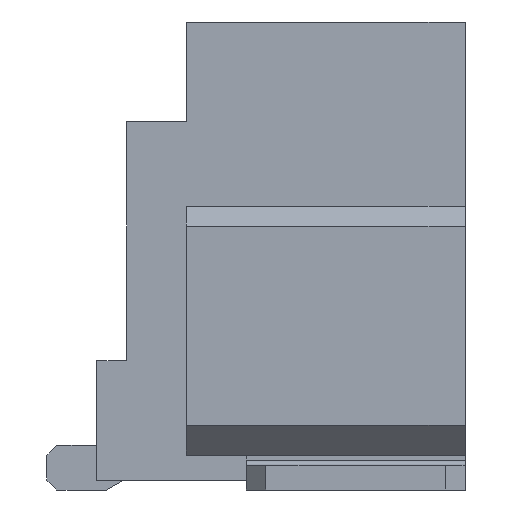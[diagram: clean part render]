
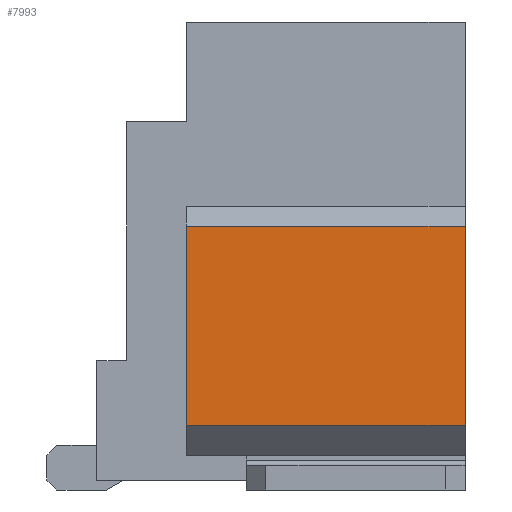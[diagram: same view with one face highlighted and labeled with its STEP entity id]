
A CAD part, left-side view. The second image highlights one B-rep face of the part: STEP entity #7993.
In plain terms, the highlighted face is planar.
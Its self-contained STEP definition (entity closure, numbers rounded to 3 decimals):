
#1436 = PLANE('',#1437);
#1437 = AXIS2_PLACEMENT_3D('',#1438,#1439,#1440);
#1438 = CARTESIAN_POINT('',(7.125,1.85,-2.3));
#1439 = DIRECTION('',(0.,1.,0.));
#1440 = DIRECTION('',(-1.,0.,0.));
#3059 = VERTEX_POINT('',#3060);
#3060 = CARTESIAN_POINT('',(8.625,1.85,-1.75));
#3074 = PLANE('',#3075);
#3075 = AXIS2_PLACEMENT_3D('',#3076,#3077,#3078);
#3076 = CARTESIAN_POINT('',(8.625,1.85,-1.75));
#3077 = DIRECTION('',(0.707,0.,-0.707));
#3078 = DIRECTION('',(-0.707,0.,-0.707));
#3086 = EDGE_CURVE('',#3087,#3059,#3089,.T.);
#3087 = VERTEX_POINT('',#3088);
#3088 = CARTESIAN_POINT('',(8.625,1.85,0.25));
#3089 = SURFACE_CURVE('',#3090,(#3094,#3101),.PCURVE_S1.);
#3090 = LINE('',#3091,#3092);
#3091 = CARTESIAN_POINT('',(8.625,1.85,0.25));
#3092 = VECTOR('',#3093,1.);
#3093 = DIRECTION('',(0.,0.,-1.));
#3094 = PCURVE('',#1436,#3095);
#3095 = DEFINITIONAL_REPRESENTATION('',(#3096),#3100);
#3096 = LINE('',#3097,#3098);
#3097 = CARTESIAN_POINT('',(-1.5,2.55));
#3098 = VECTOR('',#3099,1.);
#3099 = DIRECTION('',(0.,-1.));
#3100 = ( GEOMETRIC_REPRESENTATION_CONTEXT(2) 
PARAMETRIC_REPRESENTATION_CONTEXT() REPRESENTATION_CONTEXT('2D SPACE',''
  ) );
#3101 = PCURVE('',#3102,#3107);
#3102 = PLANE('',#3103);
#3103 = AXIS2_PLACEMENT_3D('',#3104,#3105,#3106);
#3104 = CARTESIAN_POINT('',(8.625,1.85,0.25));
#3105 = DIRECTION('',(1.,0.,0.));
#3106 = DIRECTION('',(0.,0.,-1.));
#3107 = DEFINITIONAL_REPRESENTATION('',(#3108),#3112);
#3108 = LINE('',#3109,#3110);
#3109 = CARTESIAN_POINT('',(0.,0.));
#3110 = VECTOR('',#3111,1.);
#3111 = DIRECTION('',(1.,0.));
#3112 = ( GEOMETRIC_REPRESENTATION_CONTEXT(2) 
PARAMETRIC_REPRESENTATION_CONTEXT() REPRESENTATION_CONTEXT('2D SPACE',''
  ) );
#3130 = PLANE('',#3131);
#3131 = AXIS2_PLACEMENT_3D('',#3132,#3133,#3134);
#3132 = CARTESIAN_POINT('',(7.325,1.85,0.25));
#3133 = DIRECTION('',(0.,0.,1.));
#3134 = DIRECTION('',(1.,0.,0.));
#5415 = PLANE('',#5416);
#5416 = AXIS2_PLACEMENT_3D('',#5417,#5418,#5419);
#5417 = CARTESIAN_POINT('',(7.125,-0.95,-2.3));
#5418 = DIRECTION('',(0.,1.,0.));
#5419 = DIRECTION('',(1.,0.,0.));
#7951 = VERTEX_POINT('',#7952);
#7952 = CARTESIAN_POINT('',(8.625,-0.95,-1.75));
#7973 = EDGE_CURVE('',#3059,#7951,#7974,.T.);
#7974 = SURFACE_CURVE('',#7975,(#7979,#7986),.PCURVE_S1.);
#7975 = LINE('',#7976,#7977);
#7976 = CARTESIAN_POINT('',(8.625,1.85,-1.75));
#7977 = VECTOR('',#7978,1.);
#7978 = DIRECTION('',(0.,-1.,0.));
#7979 = PCURVE('',#3074,#7980);
#7980 = DEFINITIONAL_REPRESENTATION('',(#7981),#7985);
#7981 = LINE('',#7982,#7983);
#7982 = CARTESIAN_POINT('',(0.,0.));
#7983 = VECTOR('',#7984,1.);
#7984 = DIRECTION('',(0.,-1.));
#7985 = ( GEOMETRIC_REPRESENTATION_CONTEXT(2) 
PARAMETRIC_REPRESENTATION_CONTEXT() REPRESENTATION_CONTEXT('2D SPACE',''
  ) );
#7986 = PCURVE('',#3102,#7987);
#7987 = DEFINITIONAL_REPRESENTATION('',(#7988),#7992);
#7988 = LINE('',#7989,#7990);
#7989 = CARTESIAN_POINT('',(2.,0.));
#7990 = VECTOR('',#7991,1.);
#7991 = DIRECTION('',(0.,-1.));
#7992 = ( GEOMETRIC_REPRESENTATION_CONTEXT(2) 
PARAMETRIC_REPRESENTATION_CONTEXT() REPRESENTATION_CONTEXT('2D SPACE',''
  ) );
#7993 = ADVANCED_FACE('',(#7994),#3102,.T.);
#7994 = FACE_BOUND('',#7995,.F.);
#7995 = EDGE_LOOP('',(#7996,#7997,#7998,#8021));
#7996 = ORIENTED_EDGE('',*,*,#3086,.T.);
#7997 = ORIENTED_EDGE('',*,*,#7973,.T.);
#7998 = ORIENTED_EDGE('',*,*,#7999,.F.);
#7999 = EDGE_CURVE('',#8000,#7951,#8002,.T.);
#8000 = VERTEX_POINT('',#8001);
#8001 = CARTESIAN_POINT('',(8.625,-0.95,0.25));
#8002 = SURFACE_CURVE('',#8003,(#8007,#8014),.PCURVE_S1.);
#8003 = LINE('',#8004,#8005);
#8004 = CARTESIAN_POINT('',(8.625,-0.95,0.25));
#8005 = VECTOR('',#8006,1.);
#8006 = DIRECTION('',(0.,0.,-1.));
#8007 = PCURVE('',#3102,#8008);
#8008 = DEFINITIONAL_REPRESENTATION('',(#8009),#8013);
#8009 = LINE('',#8010,#8011);
#8010 = CARTESIAN_POINT('',(0.,-2.8));
#8011 = VECTOR('',#8012,1.);
#8012 = DIRECTION('',(1.,0.));
#8013 = ( GEOMETRIC_REPRESENTATION_CONTEXT(2) 
PARAMETRIC_REPRESENTATION_CONTEXT() REPRESENTATION_CONTEXT('2D SPACE',''
  ) );
#8014 = PCURVE('',#5415,#8015);
#8015 = DEFINITIONAL_REPRESENTATION('',(#8016),#8020);
#8016 = LINE('',#8017,#8018);
#8017 = CARTESIAN_POINT('',(1.5,-2.55));
#8018 = VECTOR('',#8019,1.);
#8019 = DIRECTION('',(0.,1.));
#8020 = ( GEOMETRIC_REPRESENTATION_CONTEXT(2) 
PARAMETRIC_REPRESENTATION_CONTEXT() REPRESENTATION_CONTEXT('2D SPACE',''
  ) );
#8021 = ORIENTED_EDGE('',*,*,#8022,.F.);
#8022 = EDGE_CURVE('',#3087,#8000,#8023,.T.);
#8023 = SURFACE_CURVE('',#8024,(#8028,#8035),.PCURVE_S1.);
#8024 = LINE('',#8025,#8026);
#8025 = CARTESIAN_POINT('',(8.625,1.85,0.25));
#8026 = VECTOR('',#8027,1.);
#8027 = DIRECTION('',(0.,-1.,0.));
#8028 = PCURVE('',#3102,#8029);
#8029 = DEFINITIONAL_REPRESENTATION('',(#8030),#8034);
#8030 = LINE('',#8031,#8032);
#8031 = CARTESIAN_POINT('',(0.,0.));
#8032 = VECTOR('',#8033,1.);
#8033 = DIRECTION('',(0.,-1.));
#8034 = ( GEOMETRIC_REPRESENTATION_CONTEXT(2) 
PARAMETRIC_REPRESENTATION_CONTEXT() REPRESENTATION_CONTEXT('2D SPACE',''
  ) );
#8035 = PCURVE('',#3130,#8036);
#8036 = DEFINITIONAL_REPRESENTATION('',(#8037),#8041);
#8037 = LINE('',#8038,#8039);
#8038 = CARTESIAN_POINT('',(1.3,0.));
#8039 = VECTOR('',#8040,1.);
#8040 = DIRECTION('',(0.,-1.));
#8041 = ( GEOMETRIC_REPRESENTATION_CONTEXT(2) 
PARAMETRIC_REPRESENTATION_CONTEXT() REPRESENTATION_CONTEXT('2D SPACE',''
  ) );
